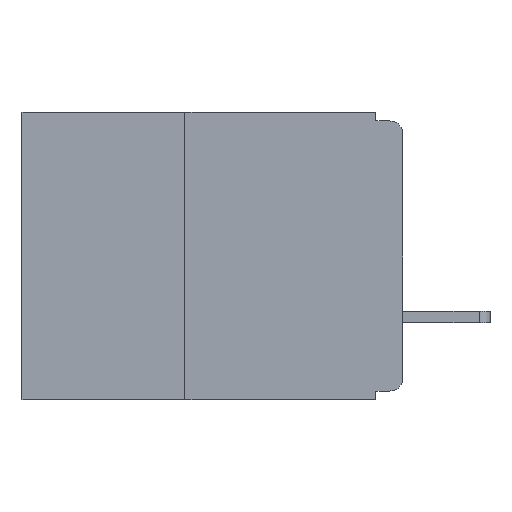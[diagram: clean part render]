
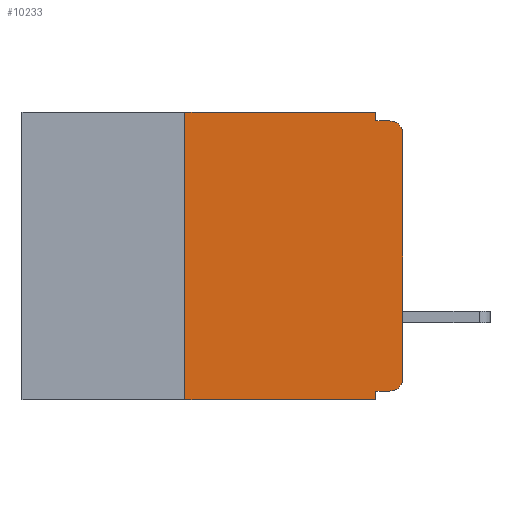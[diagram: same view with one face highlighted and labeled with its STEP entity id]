
A CAD part, left-side view. The second image highlights one B-rep face of the part: STEP entity #10233.
In plain terms, the highlighted planar face has unit normal (-1, 0, 0).
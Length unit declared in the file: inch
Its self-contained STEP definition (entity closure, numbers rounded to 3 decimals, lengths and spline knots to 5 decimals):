
#95 = CARTESIAN_POINT ( 'NONE',  ( 0., 0.031, -0.32 ) ) ;
#128 = CARTESIAN_POINT ( 'NONE',  ( 0., 0.031, -0.01 ) ) ;
#166 = CARTESIAN_POINT ( 'NONE',  ( 0., 0.015, -0.32 ) ) ;
#426 = ORIENTED_EDGE ( 'NONE', *, *, #5283, .F. ) ;
#642 = EDGE_CURVE ( 'NONE', #9998, #20388, #1924, .T. ) ;
#924 = ORIENTED_EDGE ( 'NONE', *, *, #7213, .F. ) ;
#1228 = VECTOR ( 'NONE', #13815, 39.37008 ) ;
#1578 = EDGE_CURVE ( 'NONE', #8501, #19445, #1729, .T. ) ;
#1729 = LINE ( 'NONE', #10054, #15203 ) ;
#1924 = CIRCLE ( 'NONE', #21874, 0.015 ) ;
#2057 = AXIS2_PLACEMENT_3D ( 'NONE', #15501, #4979, #17269 ) ;
#2131 = LINE ( 'NONE', #16576, #20289 ) ;
#2368 = LINE ( 'NONE', #12906, #15291 ) ;
#2605 = DIRECTION ( 'NONE',  ( 1., 0., 0. ) ) ;
#2681 = CARTESIAN_POINT ( 'NONE',  ( 0., 0.015, -0.01 ) ) ;
#2922 = VECTOR ( 'NONE', #13062, 39.37008 ) ;
#3277 = CARTESIAN_POINT ( 'NONE',  ( 0., 0.437, 0. ) ) ;
#3426 = ORIENTED_EDGE ( 'NONE', *, *, #9241, .F. ) ;
#3753 = ORIENTED_EDGE ( 'NONE', *, *, #642, .T. ) ;
#4230 = VERTEX_POINT ( 'NONE', #10549 ) ;
#4956 = CARTESIAN_POINT ( 'NONE',  ( 0., 0., -0.305 ) ) ;
#4979 = DIRECTION ( 'NONE',  ( -1., 0., 0. ) ) ;
#5283 = EDGE_CURVE ( 'NONE', #11934, #19445, #2368, .T. ) ;
#5531 = EDGE_LOOP ( 'NONE', ( #12633, #12654, #17318, #6747, #3426, #21832, #22413, #426, #924, #3753 ) ) ;
#5929 = EDGE_CURVE ( 'NONE', #4230, #21758, #16941, .T. ) ;
#5987 = CARTESIAN_POINT ( 'NONE',  ( 0., 0., -0.025 ) ) ;
#6470 = LINE ( 'NONE', #19917, #19342 ) ;
#6747 = ORIENTED_EDGE ( 'NONE', *, *, #5929, .F. ) ;
#7213 = EDGE_CURVE ( 'NONE', #9998, #11934, #2131, .T. ) ;
#7240 = FACE_OUTER_BOUND ( 'NONE', #5531, .T. ) ;
#7290 = EDGE_CURVE ( 'NONE', #8501, #17529, #13967, .T. ) ;
#8282 = CARTESIAN_POINT ( 'NONE',  ( 0., 0.015, -0.305 ) ) ;
#8501 = VERTEX_POINT ( 'NONE', #11751 ) ;
#8708 = DIRECTION ( 'NONE',  ( -1., 0., 0. ) ) ;
#9241 = EDGE_CURVE ( 'NONE', #17529, #4230, #19907, .T. ) ;
#9324 = VECTOR ( 'NONE', #9775, 39.37008 ) ;
#9775 = DIRECTION ( 'NONE',  ( 0., 0., 1. ) ) ;
#9901 = DIRECTION ( 'NONE',  ( 0., -1., 0. ) ) ;
#9998 = VERTEX_POINT ( 'NONE', #166 ) ;
#10054 = CARTESIAN_POINT ( 'NONE',  ( 0., 0.437, -0.33 ) ) ;
#10233 = ADVANCED_FACE ( 'NONE', ( #7240 ), #16513, .F. ) ;
#10549 = CARTESIAN_POINT ( 'NONE',  ( 0., 0.031, 0. ) ) ;
#11751 = CARTESIAN_POINT ( 'NONE',  ( 0., 0.25, -0.33 ) ) ;
#11934 = VERTEX_POINT ( 'NONE', #95 ) ;
#12162 = VECTOR ( 'NONE', #16236, 39.37008 ) ;
#12633 = ORIENTED_EDGE ( 'NONE', *, *, #20684, .T. ) ;
#12654 = ORIENTED_EDGE ( 'NONE', *, *, #21609, .T. ) ;
#12665 = CARTESIAN_POINT ( 'NONE',  ( 0., 0., -0.01 ) ) ;
#12906 = CARTESIAN_POINT ( 'NONE',  ( 0., 0.031, -0.33 ) ) ;
#13062 = DIRECTION ( 'NONE',  ( 0., 0., -1. ) ) ;
#13082 = DIRECTION ( 'NONE',  ( 0., 1., 0. ) ) ;
#13390 = DIRECTION ( 'NONE',  ( 0., 0., -1. ) ) ;
#13815 = DIRECTION ( 'NONE',  ( 0., -1., 0. ) ) ;
#13967 = LINE ( 'NONE', #16728, #9324 ) ;
#14915 = DIRECTION ( 'NONE',  ( 0., 0., -1. ) ) ;
#15203 = VECTOR ( 'NONE', #9901, 39.37008 ) ;
#15291 = VECTOR ( 'NONE', #13390, 39.37008 ) ;
#15501 = CARTESIAN_POINT ( 'NONE',  ( 0., 0.015, -0.025 ) ) ;
#16236 = DIRECTION ( 'NONE',  ( 0., -1., 0. ) ) ;
#16513 = PLANE ( 'NONE',  #20864 ) ;
#16576 = CARTESIAN_POINT ( 'NONE',  ( 0., 0., -0.32 ) ) ;
#16728 = CARTESIAN_POINT ( 'NONE',  ( 0., 0.25, -0.33 ) ) ;
#16792 = LINE ( 'NONE', #12665, #12162 ) ;
#16941 = LINE ( 'NONE', #20019, #2922 ) ;
#17012 = CARTESIAN_POINT ( 'NONE',  ( 0., 0.031, -0.33 ) ) ;
#17269 = DIRECTION ( 'NONE',  ( 0., 0., -1. ) ) ;
#17318 = ORIENTED_EDGE ( 'NONE', *, *, #22357, .F. ) ;
#17400 = DIRECTION ( 'NONE',  ( 0., 0., -1. ) ) ;
#17529 = VERTEX_POINT ( 'NONE', #20246 ) ;
#18191 = VERTEX_POINT ( 'NONE', #2681 ) ;
#19342 = VECTOR ( 'NONE', #19842, 39.37008 ) ;
#19445 = VERTEX_POINT ( 'NONE', #17012 ) ;
#19842 = DIRECTION ( 'NONE',  ( 0., 0., 1. ) ) ;
#19907 = LINE ( 'NONE', #3277, #1228 ) ;
#19917 = CARTESIAN_POINT ( 'NONE',  ( 0., 0., 0. ) ) ;
#20019 = CARTESIAN_POINT ( 'NONE',  ( 0., 0.031, 0. ) ) ;
#20128 = VERTEX_POINT ( 'NONE', #5987 ) ;
#20139 = CARTESIAN_POINT ( 'NONE',  ( 0., 0.437, 0. ) ) ;
#20246 = CARTESIAN_POINT ( 'NONE',  ( 0., 0.25, 0. ) ) ;
#20289 = VECTOR ( 'NONE', #13082, 39.37008 ) ;
#20388 = VERTEX_POINT ( 'NONE', #4956 ) ;
#20412 = CIRCLE ( 'NONE', #2057, 0.015 ) ;
#20684 = EDGE_CURVE ( 'NONE', #20388, #20128, #6470, .T. ) ;
#20864 = AXIS2_PLACEMENT_3D ( 'NONE', #20139, #2605, #14915 ) ;
#21609 = EDGE_CURVE ( 'NONE', #20128, #18191, #20412, .T. ) ;
#21758 = VERTEX_POINT ( 'NONE', #128 ) ;
#21832 = ORIENTED_EDGE ( 'NONE', *, *, #7290, .F. ) ;
#21874 = AXIS2_PLACEMENT_3D ( 'NONE', #8282, #8708, #17400 ) ;
#22357 = EDGE_CURVE ( 'NONE', #21758, #18191, #16792, .T. ) ;
#22413 = ORIENTED_EDGE ( 'NONE', *, *, #1578, .T. ) ;
